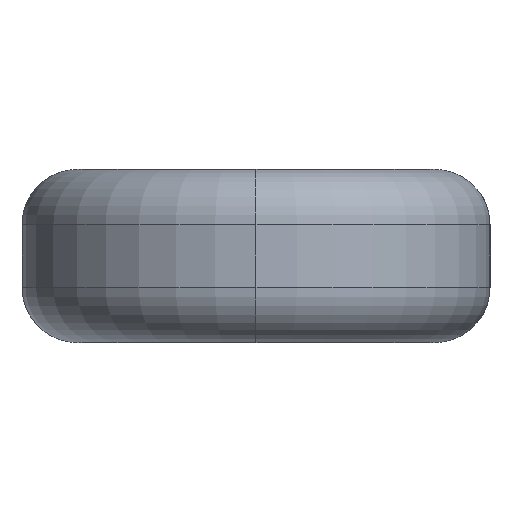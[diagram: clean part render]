
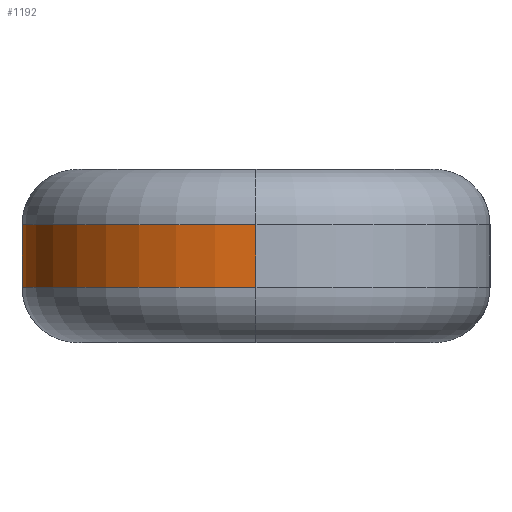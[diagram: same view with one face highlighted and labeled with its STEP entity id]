
A CAD part, left-side view. The second image highlights one B-rep face of the part: STEP entity #1192.
In plain terms, the highlighted cylindrical face has radius 12.7 mm (diameter 25.4 mm), a partial arc.
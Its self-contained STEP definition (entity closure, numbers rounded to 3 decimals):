
#85=LINE('',#1880,#179);
#86=LINE('',#1883,#180);
#179=VECTOR('',#1480,10.);
#180=VECTOR('',#1483,10.);
#264=CYLINDRICAL_SURFACE('',#1292,12.7);
#290=FACE_OUTER_BOUND('',#358,.T.);
#358=EDGE_LOOP('',(#841,#842,#843,#844));
#430=CIRCLE('',#1272,12.7);
#442=CIRCLE('',#1293,12.7);
#506=VERTEX_POINT('',#1825);
#507=VERTEX_POINT('',#1827);
#528=VERTEX_POINT('',#1879);
#529=VERTEX_POINT('',#1881);
#626=EDGE_CURVE('',#506,#507,#430,.T.);
#652=EDGE_CURVE('',#528,#506,#85,.T.);
#653=EDGE_CURVE('',#529,#528,#442,.T.);
#654=EDGE_CURVE('',#507,#529,#86,.T.);
#841=ORIENTED_EDGE('',*,*,#626,.F.);
#842=ORIENTED_EDGE('',*,*,#652,.F.);
#843=ORIENTED_EDGE('',*,*,#653,.F.);
#844=ORIENTED_EDGE('',*,*,#654,.F.);
#1192=ADVANCED_FACE('',(#290),#264,.T.);
#1272=AXIS2_PLACEMENT_3D('',#1828,#1428,#1429);
#1292=AXIS2_PLACEMENT_3D('',#1878,#1478,#1479);
#1293=AXIS2_PLACEMENT_3D('',#1882,#1481,#1482);
#1428=DIRECTION('center_axis',(0.,0.,-1.));
#1429=DIRECTION('ref_axis',(-0.707,0.707,0.));
#1478=DIRECTION('center_axis',(0.,0.,1.));
#1479=DIRECTION('ref_axis',(1.,0.,0.));
#1480=DIRECTION('',(0.,0.,-1.));
#1481=DIRECTION('center_axis',(0.,0.,1.));
#1482=DIRECTION('ref_axis',(-0.707,0.707,0.));
#1483=DIRECTION('',(0.,0.,1.));
#1825=CARTESIAN_POINT('',(-139.7,0.,11.));
#1827=CARTESIAN_POINT('',(-127.,12.7,11.));
#1828=CARTESIAN_POINT('Origin',(-127.,0.,11.));
#1878=CARTESIAN_POINT('Origin',(-127.,0.,0.));
#1879=CARTESIAN_POINT('',(-139.7,0.,14.4));
#1880=CARTESIAN_POINT('',(-139.7,0.,0.));
#1881=CARTESIAN_POINT('',(-127.,12.7,14.4));
#1882=CARTESIAN_POINT('Origin',(-127.,0.,14.4));
#1883=CARTESIAN_POINT('',(-127.,12.7,0.));
